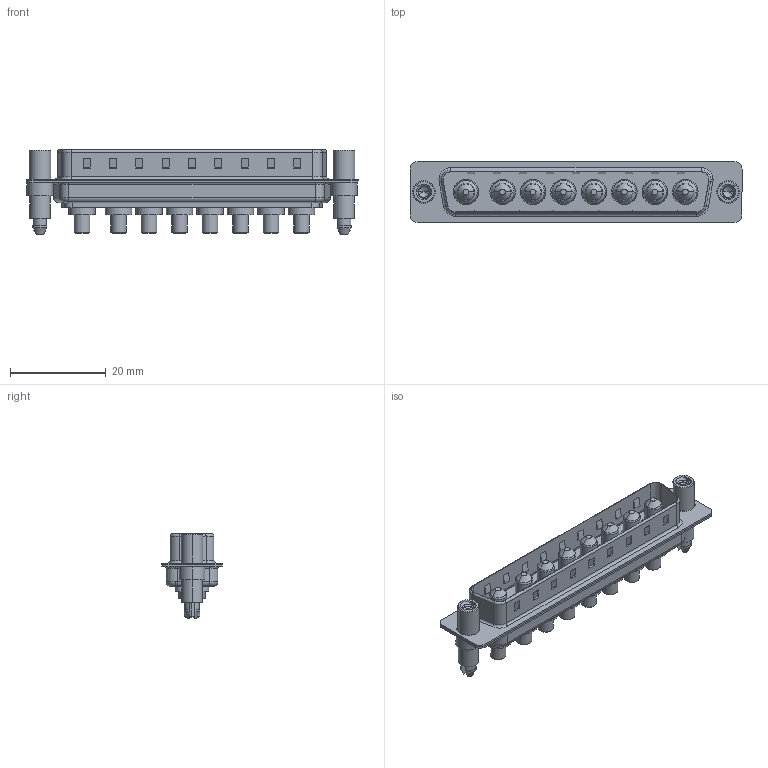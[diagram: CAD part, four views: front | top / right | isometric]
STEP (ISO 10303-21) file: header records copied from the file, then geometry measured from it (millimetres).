
FILE_DESCRIPTION (( 'STEP AP203' ), '1' );
FILE_NAME ('627-8W8-224-3N6.STEP', '2019-05-28T03:39:48', ( '' ), ( '' ), 'SwSTEP 2.0', 'SolidWorks 2016', '' );
FILE_SCHEMA (( 'CONFIG_CONTROL_DESIGN' ));
Length unit declared in the file: millimetre
Products named in the file (6): 627Combo Shell Rear_37 Contacts; Power Pin_30A S; 627Combo Shell Front_37 Contacts; 627Combo Housing_8W8; 627Combo Threaded Standoff and Boardlock_6; 627-8W8-224-3N6
Assembly tree (13 placements, depth 2):
  627-8W8-224-3N6
    627Combo Housing_8W8
    627Combo Shell Rear_37 Contacts
    627Combo Shell Front_37 Contacts
    627Combo Threaded Standoff and Boardlock_6  x2
    Power Pin_30A S  x8
Bounding box: 69.3 x 12.6 x 17.6 mm (x, y, z)
Volume: 4725.5 mm3; surface area: 9735.4 mm2
Topology: 21 solids, 21 shells, 784 faces, 1865 edges, 1164 vertices
Faces by surface type: cylinder 321, plane 301, cone 74, torus 66, bspline 22
Entity records: 16394 total; most frequent: CARTESIAN_POINT 3735, DIRECTION 2538, ORIENTED_EDGE 2410, EDGE_CURVE 1205, AXIS2_PLACEMENT_3D 910, VERTEX_POINT 763, VECTOR 718, LINE 718
